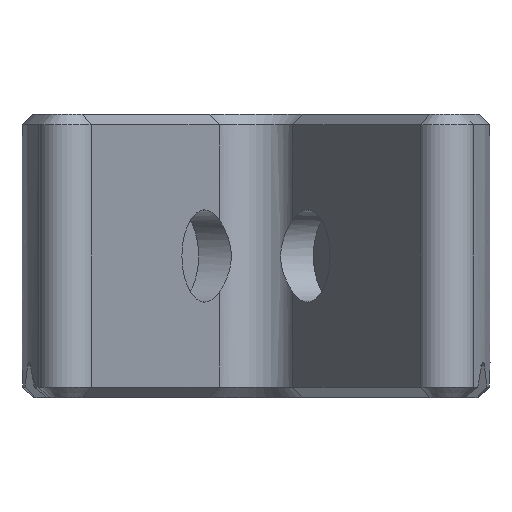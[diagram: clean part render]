
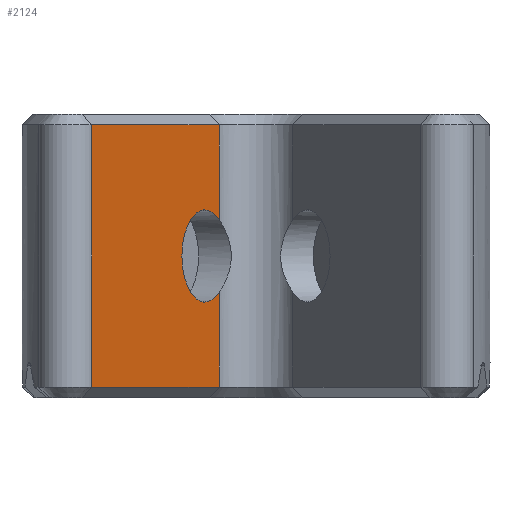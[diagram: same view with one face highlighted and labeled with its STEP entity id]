
A CAD part, front view. The second image highlights one B-rep face of the part: STEP entity #2124.
In plain terms, the highlighted planar face has unit normal (0.866, -0.5, 0).
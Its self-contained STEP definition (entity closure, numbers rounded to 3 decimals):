
#121=CIRCLE('',#2355,3.25);
#122=CIRCLE('',#2356,3.25);
#275=PLANE('',#2357);
#352=FACE_OUTER_BOUND('',#475,.T.);
#475=EDGE_LOOP('',(#1744,#1745,#1746,#1747,#1748,#1749,#1750));
#589=LINE('',#3847,#701);
#590=LINE('',#3849,#702);
#591=LINE('',#3851,#703);
#592=LINE('',#3853,#704);
#593=LINE('',#3854,#705);
#701=VECTOR('',#2822,10.);
#702=VECTOR('',#2823,10.);
#703=VECTOR('',#2824,10.);
#704=VECTOR('',#2825,10.);
#705=VECTOR('',#2826,10.);
#955=VERTEX_POINT('',#3829);
#956=VERTEX_POINT('',#3831);
#957=VERTEX_POINT('',#3833);
#958=VERTEX_POINT('',#3846);
#959=VERTEX_POINT('',#3848);
#960=VERTEX_POINT('',#3850);
#961=VERTEX_POINT('',#3852);
#1231=EDGE_CURVE('',#956,#955,#121,.T.);
#1233=EDGE_CURVE('',#955,#957,#122,.T.);
#1234=EDGE_CURVE('',#957,#958,#589,.T.);
#1235=EDGE_CURVE('',#959,#958,#590,.T.);
#1236=EDGE_CURVE('',#960,#959,#591,.T.);
#1237=EDGE_CURVE('',#961,#960,#592,.T.);
#1238=EDGE_CURVE('',#961,#956,#593,.T.);
#1744=ORIENTED_EDGE('',*,*,#1231,.T.);
#1745=ORIENTED_EDGE('',*,*,#1233,.T.);
#1746=ORIENTED_EDGE('',*,*,#1234,.T.);
#1747=ORIENTED_EDGE('',*,*,#1235,.F.);
#1748=ORIENTED_EDGE('',*,*,#1236,.F.);
#1749=ORIENTED_EDGE('',*,*,#1237,.F.);
#1750=ORIENTED_EDGE('',*,*,#1238,.T.);
#2124=ADVANCED_FACE('',(#352),#275,.T.);
#2355=AXIS2_PLACEMENT_3D('',#3832,#2816,#2817);
#2356=AXIS2_PLACEMENT_3D('',#3844,#2818,#2819);
#2357=AXIS2_PLACEMENT_3D('',#3845,#2820,#2821);
#2816=DIRECTION('center_axis',(-0.866,0.5,0.));
#2817=DIRECTION('ref_axis',(0.5,0.866,0.));
#2818=DIRECTION('center_axis',(-0.866,0.5,0.));
#2819=DIRECTION('ref_axis',(0.5,0.866,0.));
#2820=DIRECTION('center_axis',(0.866,-0.5,0.));
#2821=DIRECTION('ref_axis',(0.5,0.866,0.));
#2822=DIRECTION('',(0.,0.,1.));
#2823=DIRECTION('',(0.5,0.866,0.));
#2824=DIRECTION('',(0.,0.,1.));
#2825=DIRECTION('',(-0.5,-0.866,0.));
#2826=DIRECTION('',(0.,0.,1.));
#3829=CARTESIAN_POINT('',(-5.223,-14.547,10.));
#3831=CARTESIAN_POINT('',(-2.598,-10.,7.438));
#3832=CARTESIAN_POINT('Origin',(-3.598,-11.732,10.));
#3833=CARTESIAN_POINT('',(-2.598,-10.,12.562));
#3844=CARTESIAN_POINT('Origin',(-3.598,-11.732,10.));
#3845=CARTESIAN_POINT('Origin',(-11.598,-25.588,0.));
#3846=CARTESIAN_POINT('',(-2.598,-10.,19.25));
#3847=CARTESIAN_POINT('',(-2.598,-10.,0.));
#3848=CARTESIAN_POINT('',(-11.598,-25.588,19.25));
#3849=CARTESIAN_POINT('',(-3.427,-11.436,19.25));
#3850=CARTESIAN_POINT('',(-11.598,-25.588,0.75));
#3851=CARTESIAN_POINT('',(-11.598,-25.588,0.));
#3852=CARTESIAN_POINT('',(-2.598,-10.,0.75));
#3853=CARTESIAN_POINT('',(-3.427,-11.436,0.75));
#3854=CARTESIAN_POINT('',(-2.598,-10.,0.));
